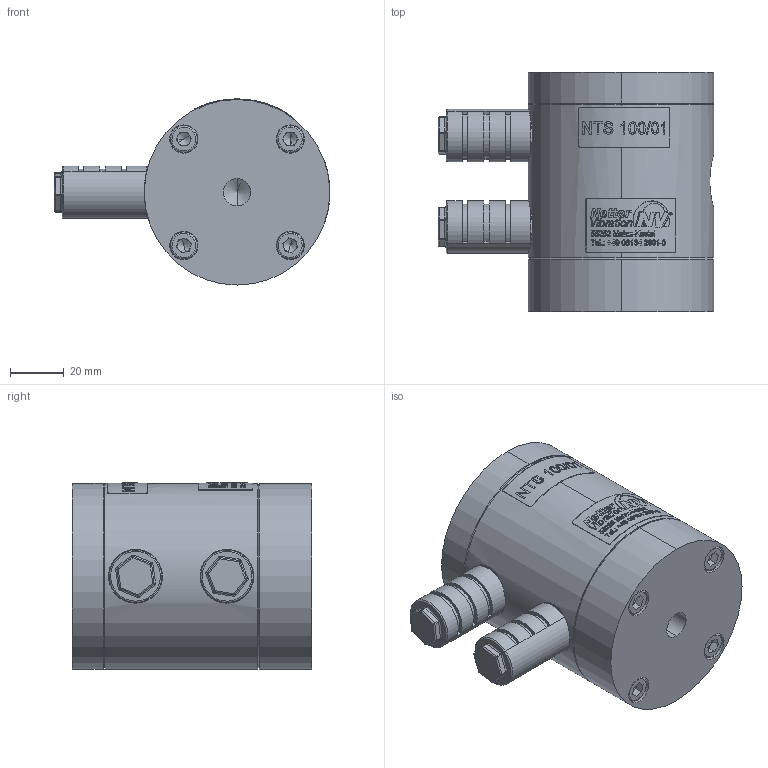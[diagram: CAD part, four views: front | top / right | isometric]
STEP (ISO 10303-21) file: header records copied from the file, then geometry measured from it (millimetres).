
FILE_DESCRIPTION (( 'STEP AP214' ), '1' );
FILE_NAME ('NTS 100-01 Kolbenvibrator #03518000.STEP', '2022-01-20T14:52:22', ( '' ), ( '' ), 'SwSTEP 2.0', 'SolidWorks 2015', '' );
FILE_SCHEMA (( 'AUTOMOTIVE_DESIGN' ));
Length unit declared in the file: millimetre
Products named in the file (1): NTS 100-01 Kolbenvibrator #03518000
Bounding box: 102.5 x 89 x 69.2 mm (x, y, z)
Volume: 345944.3 mm3; surface area: 42881.8 mm2
Topology: 3 solids, 19 shells, 584 faces, 1940 edges, 1470 vertices
Faces by surface type: cylinder 263, plane 187, cone 64, torus 54, sphere 16
Entity records: 33539 total; most frequent: CARTESIAN_POINT 14225, ORIENTED_EDGE 3784, DIRECTION 3135, EDGE_CURVE 1892, VERTEX_POINT 1470, AXIS2_PLACEMENT_3D 1258, EDGE_LOOP 724, CIRCLE 673
